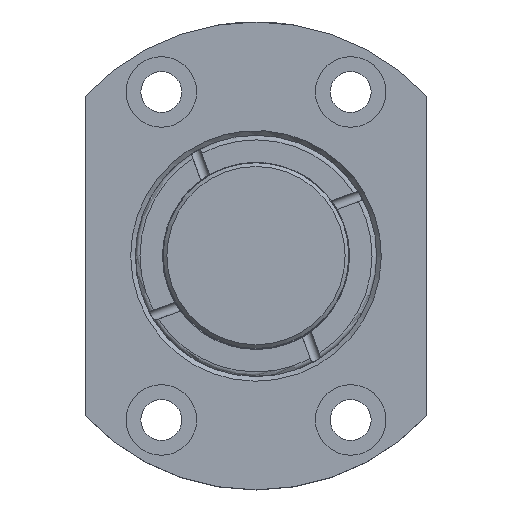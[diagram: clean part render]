
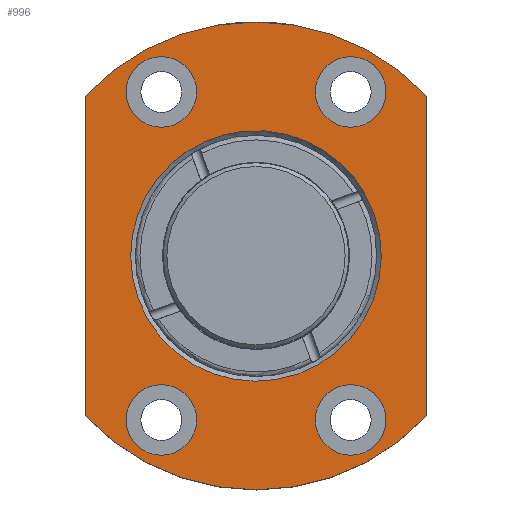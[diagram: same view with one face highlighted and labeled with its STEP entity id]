
A CAD part, top view. The second image highlights one B-rep face of the part: STEP entity #996.
In plain terms, the highlighted planar face has unit normal (0, 0, 1).
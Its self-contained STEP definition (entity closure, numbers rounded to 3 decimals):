
#41=PLANE('',#1122);
#93=CIRCLE('',#1056,31.5);
#130=CIRCLE('',#1120,31.5);
#132=CIRCLE('',#1123,16.875);
#133=CIRCLE('',#1124,4.75);
#134=CIRCLE('',#1125,4.75);
#135=CIRCLE('',#1126,4.75);
#136=CIRCLE('',#1127,4.75);
#268=ORIENTED_EDGE('',*,*,#511,.T.);
#269=ORIENTED_EDGE('',*,*,#420,.F.);
#270=ORIENTED_EDGE('',*,*,#512,.T.);
#271=ORIENTED_EDGE('',*,*,#507,.F.);
#272=ORIENTED_EDGE('',*,*,#513,.T.);
#273=ORIENTED_EDGE('',*,*,#514,.T.);
#274=ORIENTED_EDGE('',*,*,#515,.T.);
#275=ORIENTED_EDGE('',*,*,#516,.T.);
#276=ORIENTED_EDGE('',*,*,#517,.T.);
#420=EDGE_CURVE('',#550,#551,#93,.T.);
#507=EDGE_CURVE('',#609,#610,#130,.T.);
#511=EDGE_CURVE('',#613,#613,#132,.T.);
#512=EDGE_CURVE('',#550,#610,#663,.T.);
#513=EDGE_CURVE('',#609,#551,#664,.T.);
#514=EDGE_CURVE('',#614,#614,#133,.T.);
#515=EDGE_CURVE('',#615,#615,#134,.T.);
#516=EDGE_CURVE('',#616,#616,#135,.T.);
#517=EDGE_CURVE('',#617,#617,#136,.T.);
#550=VERTEX_POINT('',#1505);
#551=VERTEX_POINT('',#1507);
#609=VERTEX_POINT('',#1842);
#610=VERTEX_POINT('',#1843);
#613=VERTEX_POINT('',#1851);
#614=VERTEX_POINT('',#1855);
#615=VERTEX_POINT('',#1857);
#616=VERTEX_POINT('',#1859);
#617=VERTEX_POINT('',#1861);
#663=LINE('',#1852,#687);
#664=LINE('',#1853,#688);
#687=VECTOR('',#1355,1000.);
#688=VECTOR('',#1356,1000.);
#726=EDGE_LOOP('',(#268));
#727=EDGE_LOOP('',(#269,#270,#271,#272));
#728=EDGE_LOOP('',(#273));
#729=EDGE_LOOP('',(#274));
#730=EDGE_LOOP('',(#275));
#731=EDGE_LOOP('',(#276));
#844=FACE_BOUND('',#726,.T.);
#845=FACE_BOUND('',#727,.T.);
#846=FACE_BOUND('',#728,.T.);
#847=FACE_BOUND('',#729,.T.);
#848=FACE_BOUND('',#730,.T.);
#849=FACE_BOUND('',#731,.T.);
#996=ADVANCED_FACE('',(#844,#845,#846,#847,#848,#849),#41,.T.);
#1056=AXIS2_PLACEMENT_3D('',#1506,#1200,#1201);
#1120=AXIS2_PLACEMENT_3D('',#1841,#1345,#1346);
#1122=AXIS2_PLACEMENT_3D('',#1849,#1351,#1352);
#1123=AXIS2_PLACEMENT_3D('',#1850,#1353,#1354);
#1124=AXIS2_PLACEMENT_3D('',#1854,#1357,#1358);
#1125=AXIS2_PLACEMENT_3D('',#1856,#1359,#1360);
#1126=AXIS2_PLACEMENT_3D('',#1858,#1361,#1362);
#1127=AXIS2_PLACEMENT_3D('',#1860,#1363,#1364);
#1200=DIRECTION('',(0.,0.,-1.));
#1201=DIRECTION('',(-1.,0.,0.));
#1345=DIRECTION('',(0.,0.,-1.));
#1346=DIRECTION('',(-1.,0.,0.));
#1351=DIRECTION('',(0.,0.,1.));
#1352=DIRECTION('',(1.,0.,0.));
#1353=DIRECTION('',(0.,0.,-1.));
#1354=DIRECTION('',(-1.,0.,0.));
#1355=DIRECTION('',(0.,-1.,0.));
#1356=DIRECTION('',(0.,1.,0.));
#1357=DIRECTION('',(0.,0.,-1.));
#1358=DIRECTION('',(-1.,0.,0.));
#1359=DIRECTION('',(0.,0.,-1.));
#1360=DIRECTION('',(-1.,0.,0.));
#1361=DIRECTION('',(0.,0.,-1.));
#1362=DIRECTION('',(-1.,0.,0.));
#1363=DIRECTION('',(0.,0.,-1.));
#1364=DIRECTION('',(-1.,0.,0.));
#1505=CARTESIAN_POINT('',(-23.,21.523,51.));
#1506=CARTESIAN_POINT('',(0.,0.,51.));
#1507=CARTESIAN_POINT('',(23.,21.523,51.));
#1841=CARTESIAN_POINT('',(0.,0.,51.));
#1842=CARTESIAN_POINT('',(23.,-21.523,51.));
#1843=CARTESIAN_POINT('',(-23.,-21.523,51.));
#1849=CARTESIAN_POINT('',(0.,31.5,51.));
#1850=CARTESIAN_POINT('',(0.,0.,51.));
#1851=CARTESIAN_POINT('',(-16.875,0.,51.));
#1852=CARTESIAN_POINT('',(-23.,36.5,51.));
#1853=CARTESIAN_POINT('',(23.,-36.5,51.));
#1854=CARTESIAN_POINT('',(-12.75,22.084,51.));
#1855=CARTESIAN_POINT('',(-17.5,22.084,51.));
#1856=CARTESIAN_POINT('',(-12.75,-22.084,51.));
#1857=CARTESIAN_POINT('',(-17.5,-22.084,51.));
#1858=CARTESIAN_POINT('',(12.75,-22.084,51.));
#1859=CARTESIAN_POINT('',(8.,-22.084,51.));
#1860=CARTESIAN_POINT('',(12.75,22.084,51.));
#1861=CARTESIAN_POINT('',(8.,22.084,51.));
